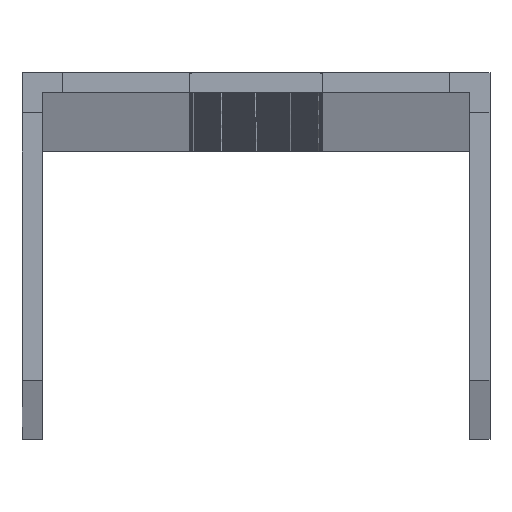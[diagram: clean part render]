
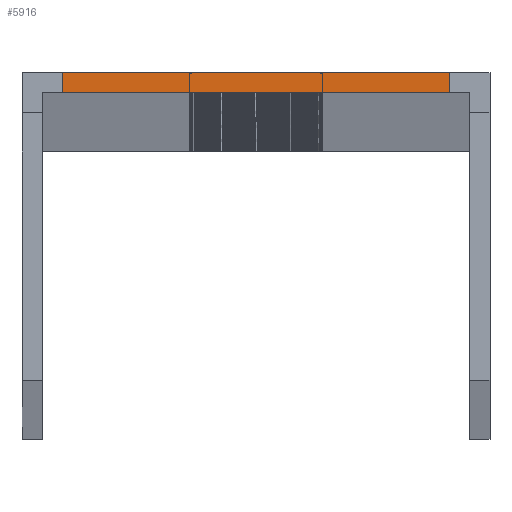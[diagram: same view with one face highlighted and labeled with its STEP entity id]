
A CAD part, top view. The second image highlights one B-rep face of the part: STEP entity #5916.
In plain terms, the highlighted planar face has unit normal (0, 0, 1).
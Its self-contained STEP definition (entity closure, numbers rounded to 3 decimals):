
#783=FACE_OUTER_BOUND('',#1179,.T.);
#1179=EDGE_LOOP('',(#5216,#5217,#5218,#5219));
#1195=LINE('',#8090,#1747);
#1337=LINE('',#8626,#1889);
#1467=LINE('',#9136,#2019);
#1732=LINE('',#9666,#2284);
#1747=VECTOR('',#6483,10.);
#1889=VECTOR('',#6883,10.);
#2019=VECTOR('',#7267,10.);
#2284=VECTOR('',#8050,10.);
#2298=VERTEX_POINT('',#8087);
#2299=VERTEX_POINT('',#8089);
#2563=VERTEX_POINT('',#8623);
#2564=VERTEX_POINT('',#8625);
#2835=EDGE_CURVE('',#2299,#2298,#1195,.T.);
#3103=EDGE_CURVE('',#2564,#2563,#1337,.T.);
#3359=EDGE_CURVE('',#2299,#2563,#1467,.T.);
#3624=EDGE_CURVE('',#2298,#2564,#1732,.T.);
#5216=ORIENTED_EDGE('',*,*,#3359,.F.);
#5217=ORIENTED_EDGE('',*,*,#2835,.T.);
#5218=ORIENTED_EDGE('',*,*,#3624,.T.);
#5219=ORIENTED_EDGE('',*,*,#3103,.T.);
#5375=PLANE('',#6461);
#5916=ADVANCED_FACE('',(#783),#5375,.T.);
#6461=AXIS2_PLACEMENT_3D('',#9668,#8052,#8053);
#6483=DIRECTION('',(-1.,0.,0.));
#6883=DIRECTION('',(1.,0.,0.));
#7267=DIRECTION('',(0.,-1.,0.));
#8050=DIRECTION('',(0.,-1.,0.));
#8052=DIRECTION('center_axis',(0.,0.,1.));
#8053=DIRECTION('ref_axis',(1.,0.,0.));
#8087=CARTESIAN_POINT('',(3.,23.,2520.));
#8089=CARTESIAN_POINT('',(32.,23.,2520.));
#8090=CARTESIAN_POINT('',(-20.122,23.,2520.));
#8623=CARTESIAN_POINT('',(32.,21.5,2520.));
#8625=CARTESIAN_POINT('',(3.,21.5,2520.));
#8626=CARTESIAN_POINT('',(-20.122,21.5,2520.));
#9136=CARTESIAN_POINT('',(32.,21.744,2520.));
#9666=CARTESIAN_POINT('',(3.,21.744,2520.));
#9668=CARTESIAN_POINT('Origin',(3.,23.,2520.));
